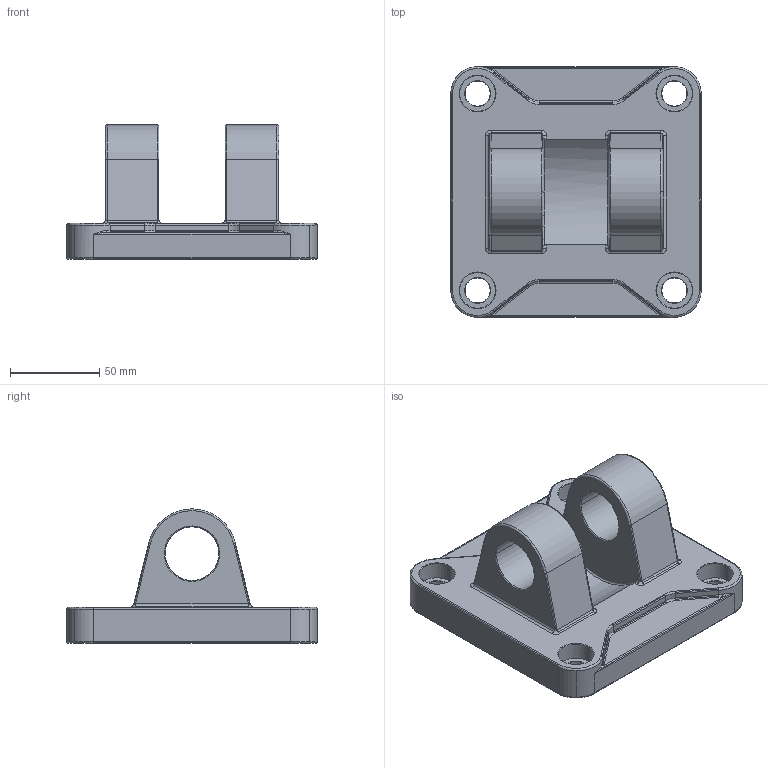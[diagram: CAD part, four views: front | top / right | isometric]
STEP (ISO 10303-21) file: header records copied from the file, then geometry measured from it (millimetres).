
FILE_DESCRIPTION (( 'STEP AP214' ), '1' );
FILE_NAME ('RD001519.STEP', '2019-04-04T07:38:27', ( '' ), ( '' ), 'SwSTEP 2.0', 'SolidWorks 2019', '' );
FILE_SCHEMA (( 'AUTOMOTIVE_DESIGN' ));
Length unit declared in the file: millimetre
Products named in the file (1): RD001519
Bounding box: 140 x 140 x 75 mm (x, y, z)
Volume: 438681.4 mm3; surface area: 72227.9 mm2
Topology: 1 solids, 1 shells, 217 faces, 532 edges, 319 vertices
Faces by surface type: cylinder 114, cone 32, plane 30, torus 29, bspline 12
Entity records: 7011 total; most frequent: CARTESIAN_POINT 1909, DIRECTION 1091, ORIENTED_EDGE 1056, EDGE_CURVE 528, AXIS2_PLACEMENT_3D 443, VERTEX_POINT 319, CIRCLE 237, EDGE_LOOP 235
